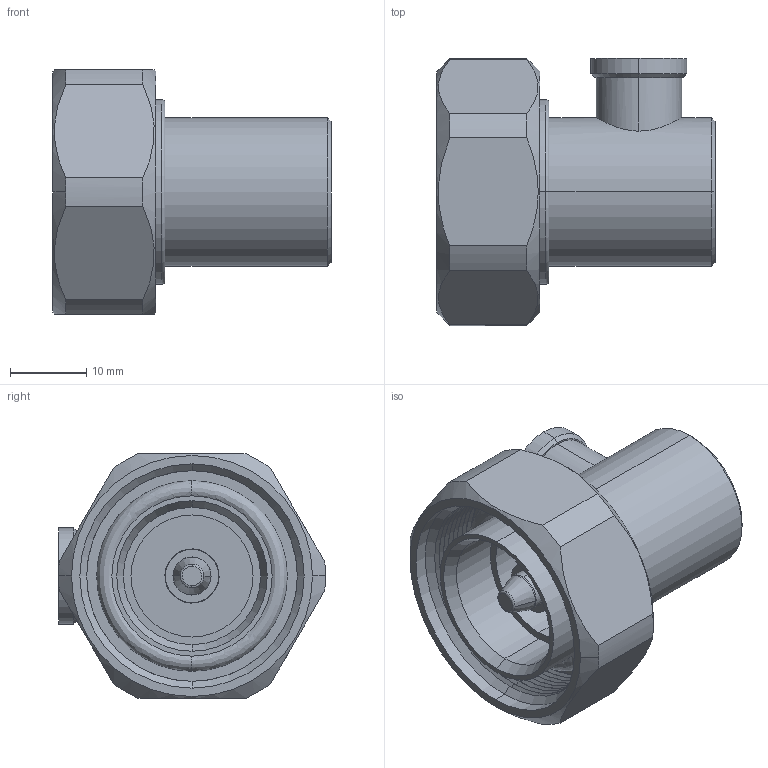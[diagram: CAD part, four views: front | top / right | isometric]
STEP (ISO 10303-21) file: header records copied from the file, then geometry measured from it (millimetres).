
FILE_DESCRIPTION (( 'STEP AP203' ), '1' );
FILE_NAME ('3190-6064(TC-375-716M-RA-LP).STEP', '2020-09-24T05:10:02', ( '' ), ( '' ), 'SwSTEP 2.0', 'SolidWorks 2018', '' );
FILE_SCHEMA (( 'CONFIG_CONTROL_DESIGN' ));
Length unit declared in the file: millimetre
Products named in the file (1): 3190-6064(TC-375-716M-RA-LP)
Bounding box: 36.5 x 35 x 32 mm (x, y, z)
Volume: 13991.6 mm3; surface area: 8236.1 mm2
Topology: 1 solids, 1 shells, 136 faces, 288 edges, 168 vertices
Faces by surface type: cylinder 54, cone 50, plane 22, bspline 8, torus 2
Entity records: 4223 total; most frequent: CARTESIAN_POINT 1173, DIRECTION 688, ORIENTED_EDGE 576, AXIS2_PLACEMENT_3D 289, EDGE_CURVE 288, VERTEX_POINT 168, CIRCLE 160, EDGE_LOOP 150
